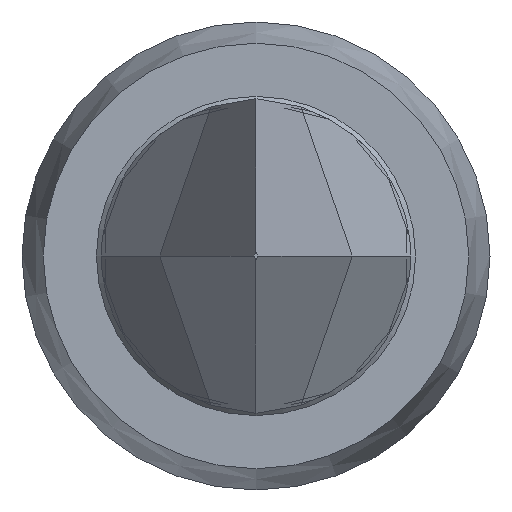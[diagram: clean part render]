
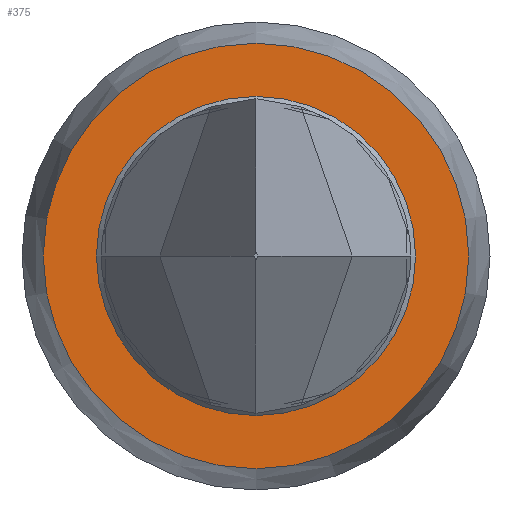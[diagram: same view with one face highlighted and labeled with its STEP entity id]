
A CAD part, left-side view. The second image highlights one B-rep face of the part: STEP entity #375.
In plain terms, the highlighted planar face has unit normal (-1, 0, 0).
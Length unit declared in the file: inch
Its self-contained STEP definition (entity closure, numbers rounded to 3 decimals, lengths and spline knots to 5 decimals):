
#24 = EDGE_LOOP ( 'NONE', ( #45 ) ) ;
#45 = ORIENTED_EDGE ( 'NONE', *, *, #542, .T. ) ;
#50 = DIRECTION ( 'NONE',  ( 0., 0., 1. ) ) ;
#67 = DIRECTION ( 'NONE',  ( 0., 0., 1. ) ) ;
#74 = EDGE_CURVE ( 'NONE', #515, #515, #150, .T. ) ;
#84 = CARTESIAN_POINT ( 'NONE',  ( 0., 0., -0.014 ) ) ;
#150 = CIRCLE ( 'NONE', #612, 0.014 ) ;
#222 = DIRECTION ( 'NONE',  ( 0., 0., -1. ) ) ;
#228 = PLANE ( 'NONE',  #743 ) ;
#273 = CARTESIAN_POINT ( 'NONE',  ( 0., 0., 0.0105 ) ) ;
#323 = EDGE_LOOP ( 'NONE', ( #650 ) ) ;
#332 = DIRECTION ( 'NONE',  ( 1., 0., 0. ) ) ;
#350 = FACE_BOUND ( 'NONE', #24, .T. ) ;
#375 = ADVANCED_FACE ( 'NONE', ( #350, #454 ), #228, .T. ) ;
#393 = CARTESIAN_POINT ( 'NONE',  ( 0., 0., 0. ) ) ;
#416 = DIRECTION ( 'NONE',  ( -1., 0., 0. ) ) ;
#448 = VERTEX_POINT ( 'NONE', #273 ) ;
#454 = FACE_OUTER_BOUND ( 'NONE', #323, .T. ) ;
#515 = VERTEX_POINT ( 'NONE', #84 ) ;
#542 = EDGE_CURVE ( 'NONE', #448, #448, #568, .T. ) ;
#568 = CIRCLE ( 'NONE', #675, 0.0105 ) ;
#612 = AXIS2_PLACEMENT_3D ( 'NONE', #393, #332, #222 ) ;
#615 = CARTESIAN_POINT ( 'NONE',  ( 0., 0., 0. ) ) ;
#650 = ORIENTED_EDGE ( 'NONE', *, *, #74, .F. ) ;
#675 = AXIS2_PLACEMENT_3D ( 'NONE', #615, #746, #67 ) ;
#733 = CARTESIAN_POINT ( 'NONE',  ( 0., 0.014, 0. ) ) ;
#743 = AXIS2_PLACEMENT_3D ( 'NONE', #733, #416, #50 ) ;
#746 = DIRECTION ( 'NONE',  ( 1., 0., 0. ) ) ;
